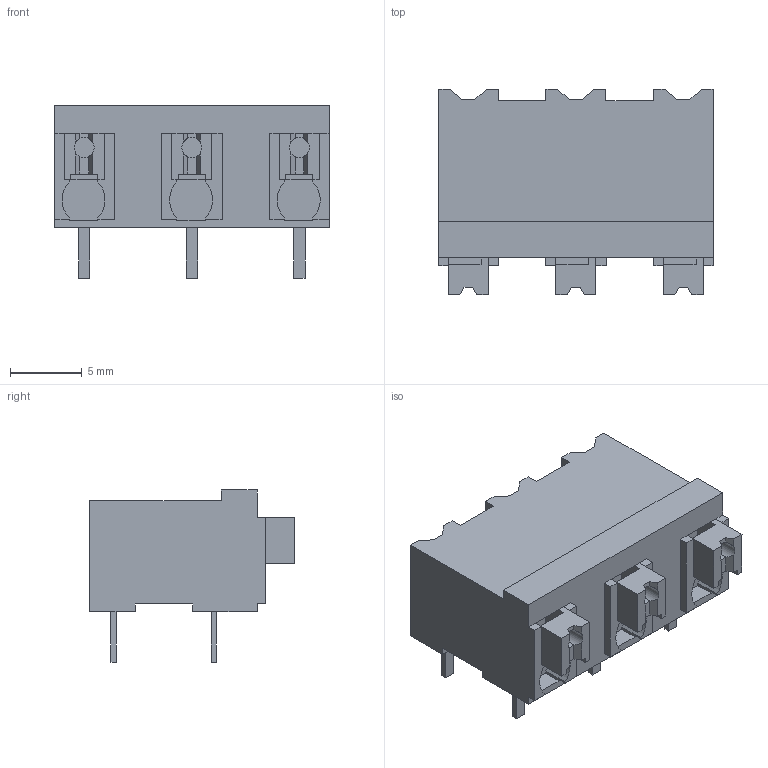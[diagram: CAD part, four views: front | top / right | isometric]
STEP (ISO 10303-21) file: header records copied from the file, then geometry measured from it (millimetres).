
FILE_DESCRIPTION(('CATIA V5 STEP Exchange','CAx-IF Rec.Pracs.--- Model Styling and Organization---1.2---2011-12-15'),'2;1');
FILE_NAME ('D1456810_0_1824890000_1824890000.stp','2018-03-15T10:03:06+00:00',('none'),('Weidmueller'),'CATIA Version 5-6 Release 2014','CATIA V5 STEP AP214','none');
FILE_SCHEMA(('AUTOMOTIVE_DESIGN { 1 0 10303 214 1 1 1 1 }'));
Length unit declared in the file: millimetre
Products named in the file (1): 1824890000
Bounding box: 19.13 x 14.3 x 12 mm (x, y, z)
Volume: 1618.3 mm3; surface area: 1432.6 mm2
Topology: 10 solids, 10 shells, 265 faces, 734 edges, 487 vertices
Faces by surface type: plane 241, cylinder 24
Entity records: 7842 total; most frequent: ORIENTED_EDGE 1468, CARTESIAN_POINT 1464, DIRECTION 1041, EDGE_CURVE 734, VECTOR 671, LINE 671, VERTEX_POINT 487, EDGE_LOOP 269
